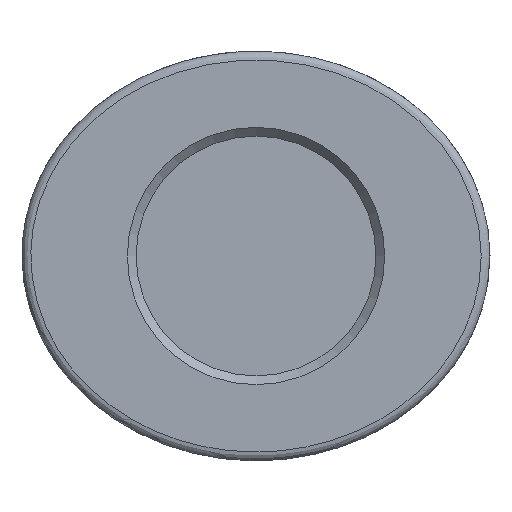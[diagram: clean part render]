
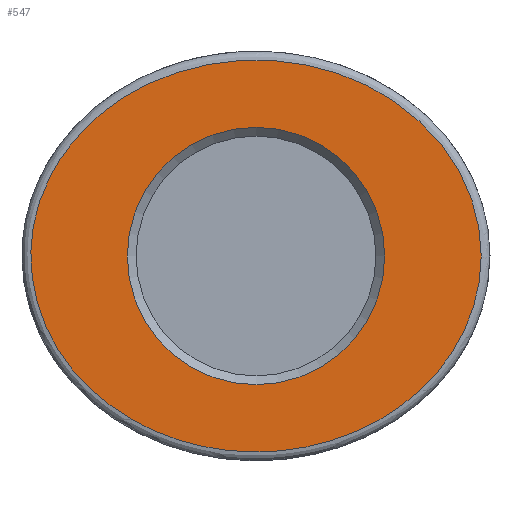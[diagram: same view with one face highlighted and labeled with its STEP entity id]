
A CAD part, left-side view. The second image highlights one B-rep face of the part: STEP entity #547.
In plain terms, the highlighted face is planar.
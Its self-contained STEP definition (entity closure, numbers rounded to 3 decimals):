
#505=CARTESIAN_POINT('',(4.4,5.,0.));
#506=VERTEX_POINT('',#505);
#507=CARTESIAN_POINT('',(0.,5.0,0.0));
#508=DIRECTION('',(0.0,1.0,0.0));
#509=DIRECTION('',(-1.0,0.0,0.0));
#510=AXIS2_PLACEMENT_3D('',#507,#508,#509);
#511=CIRCLE('',#510,4.4);
#512=EDGE_CURVE('',#506,#506,#511,.T.);
#517=CARTESIAN_POINT('',(0.,5.0,0.));
#518=DIRECTION('',(0.0,1.0,0.0));
#519=DIRECTION('',(0.0,0.0,1.0));
#520=AXIS2_PLACEMENT_3D('',#517,#518,#519);
#521=PLANE('',#520);
#522=CARTESIAN_POINT('',(7.7,5.,0.));
#523=VERTEX_POINT('',#522);
#524=CARTESIAN_POINT('',(7.701,5.,0.));
#525=CARTESIAN_POINT('',(7.701,5.,1.076));
#526=CARTESIAN_POINT('',(7.077,5.,3.228));
#527=CARTESIAN_POINT('',(3.927,5.,6.346));
#528=CARTESIAN_POINT('',(-0.63,5.0,7.148));
#529=CARTESIAN_POINT('',(-4.711,5.,5.563));
#530=CARTESIAN_POINT('',(-7.351,5.0,2.971));
#531=CARTESIAN_POINT('',(-8.012,5.,-0.411));
#532=CARTESIAN_POINT('',(-6.939,5.,-3.143));
#533=CARTESIAN_POINT('',(-5.054,5.0,-5.362));
#534=CARTESIAN_POINT('',(-0.997,5.,-7.217));
#535=CARTESIAN_POINT('',(3.921,5.,-6.345));
#536=CARTESIAN_POINT('',(7.079,5.,-3.228));
#537=CARTESIAN_POINT('',(7.701,5.,-1.076));
#538=CARTESIAN_POINT('',(7.701,5.,0.));
#539=B_SPLINE_CURVE_WITH_KNOTS('',3,(#524,#525,#526,#527,#528,#529,#530,#531,#532,#533,#534,#535,#536,#537,#538),.UNSPECIFIED.,.T.,.U.,(4,1,1,1,1,1,1,1,1,1,1,1,4),(-3.142,-2.693,-2.244,-1.346,-0.898,-0.449,0.15,0.449,0.748,1.346,2.244,2.693,3.142),.UNSPECIFIED.);
#540=EDGE_CURVE('',#523,#523,#539,.T.);
#541=ORIENTED_EDGE('',*,*,#540,.F.);
#542=EDGE_LOOP('',(#541));
#543=FACE_OUTER_BOUND('',#542,.T.);
#544=ORIENTED_EDGE('',*,*,#512,.F.);
#545=EDGE_LOOP('',(#544));
#546=FACE_BOUND('',#545,.T.);
#547=ADVANCED_FACE('',(#543,#546),#521,.T.);
